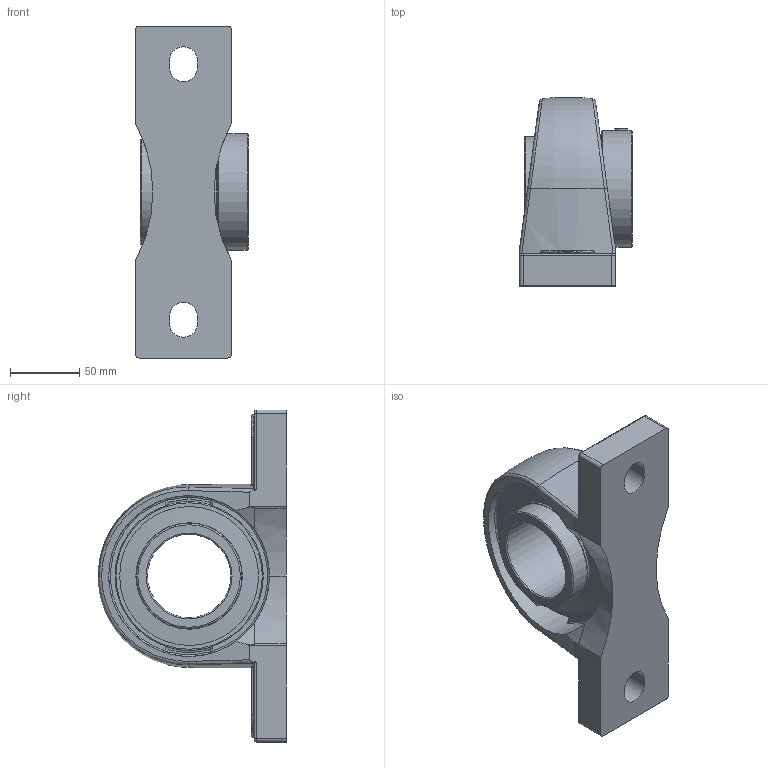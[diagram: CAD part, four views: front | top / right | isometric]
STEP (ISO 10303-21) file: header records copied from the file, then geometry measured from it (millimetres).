
FILE_DESCRIPTION(('HOOPS Exchange Step'),'2;1');
FILE_NAME('export-FE54AECC-F9FF-4F26-8715-0B7735116E07.stp','2020-05-21T09:18:12-07:00',('dkerr'),('Alibre'),'HOOPS Exchange 2020.0','Alibre','Unknown authorisation');
FILE_SCHEMA( ('AP242_MANAGED_MODEL_BASED_3D_ENGINEERING_MIM_LF {1 0 10303 442 1 1 4 }') );
Length unit declared in the file: inch
Products named in the file (8): MRN SPM 212 L4L; SHC 212 (Ball Bearing); SHC 212 (Setscrew); SHC 212 (Shield); SHC 212 L4L (60mm) (Race); SHC 212 (Collar); MRN SHC 212 L4L (60mm); MRN SHCSPM 212 L4L (60mm)
Assembly tree (7 placements, depth 3):
  MRN SHCSPM 212 L4L (60mm)
    MRN SPM 212 L4L
    MRN SHC 212 L4L (60mm)
      SHC 212 (Ball Bearing)
      SHC 212 (Setscrew)
      SHC 212 (Shield)
      SHC 212 L4L (60mm) (Race)
      SHC 212 (Collar)
Bounding box: 81.3 x 135.65 x 239 mm (x, y, z)
Volume: 694683.6 mm3; surface area: 168835.4 mm2
Topology: 17 solids, 17 shells, 207 faces, 554 edges, 357 vertices
Faces by surface type: cylinder 73, plane 57, torus 26, bspline 22, sphere 17, cone 12
Full cylindrical faces by diameter (mm): 9.525 x3, 60 x2, 72.034 x2, 75.565 x2, 75.59 x2, 76.606 x2, 84.2 x1, 98.996 x2, 100.012 x4, 115.749 x2, 120.1 x1
Entity records: 13051 total; most frequent: CARTESIAN_POINT 7730, DIRECTION 1113, ORIENTED_EDGE 1050, EDGE_CURVE 525, AXIS2_PLACEMENT_3D 474, VERTEX_POINT 357, CIRCLE 246, EDGE_LOOP 230
